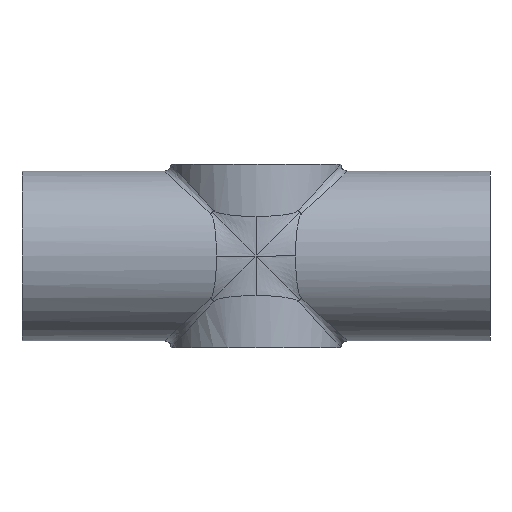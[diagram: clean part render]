
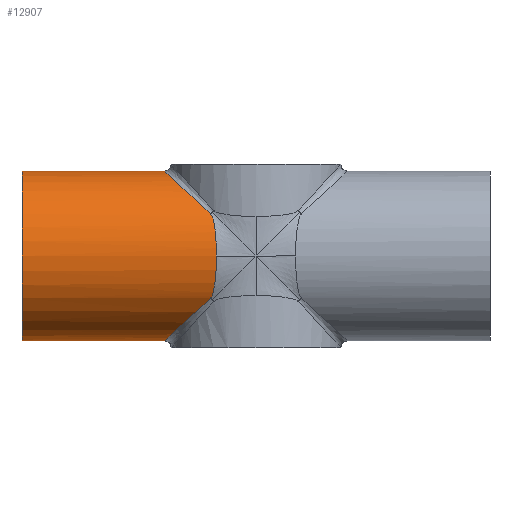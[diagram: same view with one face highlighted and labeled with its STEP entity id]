
A CAD part, front view. The second image highlights one B-rep face of the part: STEP entity #12907.
In plain terms, the highlighted cylindrical face has radius 25.4 mm (diameter 50.8 mm), a full revolution.
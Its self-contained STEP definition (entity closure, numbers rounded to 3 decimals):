
#2384=CARTESIAN_POINT('',(-11.855,-25.4,0.));
#2385=VERTEX_POINT('',#2384);
#2404=CARTESIAN_POINT('',(-13.634,-22.032,-12.639));
#2405=VERTEX_POINT('',#2404);
#2406=CARTESIAN_POINT('',(-11.855,-25.4,0.));
#2407=CARTESIAN_POINT('',(-11.855,-25.4,-1.495));
#2408=CARTESIAN_POINT('',(-11.892,-25.263,-2.99));
#2409=CARTESIAN_POINT('',(-12.04,-24.772,-5.79));
#2410=CARTESIAN_POINT('',(-12.151,-24.419,-7.095));
#2411=CARTESIAN_POINT('',(-12.448,-23.641,-9.366));
#2412=CARTESIAN_POINT('',(-12.633,-23.218,-10.333));
#2413=CARTESIAN_POINT('',(-13.078,-22.492,-11.831));
#2414=CARTESIAN_POINT('',(-13.337,-22.19,-12.364));
#2415=CARTESIAN_POINT('',(-13.634,-22.032,-12.639));
#2416=B_SPLINE_CURVE_WITH_KNOTS('',3,(#2406,#2407,#2408,#2409,#2410,#2411,#2412,#2413,#2414,#2415),.UNSPECIFIED.,.F.,.U.,(4,2,2,2,4),(0.5,0.625,0.75,0.875,1.0),.UNSPECIFIED.);
#2417=EDGE_CURVE('',#2385,#2405,#2416,.T.);
#2741=CARTESIAN_POINT('',(-11.855,25.4,0.));
#2742=VERTEX_POINT('',#2741);
#2761=CARTESIAN_POINT('',(-13.634,22.032,12.639));
#2762=VERTEX_POINT('',#2761);
#2763=CARTESIAN_POINT('',(-11.855,25.4,0.));
#2764=CARTESIAN_POINT('',(-11.855,25.4,1.495));
#2765=CARTESIAN_POINT('',(-11.892,25.263,2.99));
#2766=CARTESIAN_POINT('',(-12.04,24.772,5.79));
#2767=CARTESIAN_POINT('',(-12.151,24.419,7.095));
#2768=CARTESIAN_POINT('',(-12.448,23.641,9.366));
#2769=CARTESIAN_POINT('',(-12.633,23.218,10.333));
#2770=CARTESIAN_POINT('',(-13.078,22.492,11.831));
#2771=CARTESIAN_POINT('',(-13.337,22.19,12.364));
#2772=CARTESIAN_POINT('',(-13.634,22.032,12.639));
#2773=B_SPLINE_CURVE_WITH_KNOTS('',3,(#2763,#2764,#2765,#2766,#2767,#2768,#2769,#2770,#2771,#2772),.UNSPECIFIED.,.F.,.U.,(4,2,2,2,4),(0.5,0.625,0.75,0.875,1.0),.UNSPECIFIED.);
#2774=EDGE_CURVE('',#2742,#2762,#2773,.T.);
#3097=CARTESIAN_POINT('',(-13.634,22.032,-12.639));
#3098=VERTEX_POINT('',#3097);
#3106=CARTESIAN_POINT('',(-13.634,22.032,-12.639));
#3107=CARTESIAN_POINT('',(-13.337,22.19,-12.364));
#3108=CARTESIAN_POINT('',(-13.078,22.492,-11.831));
#3109=CARTESIAN_POINT('',(-12.633,23.218,-10.333));
#3110=CARTESIAN_POINT('',(-12.448,23.641,-9.366));
#3111=CARTESIAN_POINT('',(-12.151,24.419,-7.095));
#3112=CARTESIAN_POINT('',(-12.04,24.772,-5.79));
#3113=CARTESIAN_POINT('',(-11.892,25.263,-2.99));
#3114=CARTESIAN_POINT('',(-11.855,25.4,-1.495));
#3115=CARTESIAN_POINT('',(-11.855,25.4,0.));
#3116=B_SPLINE_CURVE_WITH_KNOTS('',3,(#3106,#3107,#3108,#3109,#3110,#3111,#3112,#3113,#3114,#3115),.UNSPECIFIED.,.F.,.U.,(4,2,2,2,4),(0.0,0.125,0.25,0.375,0.5),.UNSPECIFIED.);
#3117=EDGE_CURVE('',#3098,#2742,#3116,.T.);
#12283=CARTESIAN_POINT('',(-13.634,-22.032,12.639));
#12284=VERTEX_POINT('',#12283);
#12292=CARTESIAN_POINT('',(-13.634,-22.032,12.639));
#12293=CARTESIAN_POINT('',(-13.337,-22.19,12.364));
#12294=CARTESIAN_POINT('',(-13.078,-22.492,11.831));
#12295=CARTESIAN_POINT('',(-12.633,-23.218,10.333));
#12296=CARTESIAN_POINT('',(-12.448,-23.641,9.366));
#12297=CARTESIAN_POINT('',(-12.151,-24.419,7.095));
#12298=CARTESIAN_POINT('',(-12.04,-24.772,5.79));
#12299=CARTESIAN_POINT('',(-11.892,-25.263,2.99));
#12300=CARTESIAN_POINT('',(-11.855,-25.4,1.495));
#12301=CARTESIAN_POINT('',(-11.855,-25.4,0.));
#12302=B_SPLINE_CURVE_WITH_KNOTS('',3,(#12292,#12293,#12294,#12295,#12296,#12297,#12298,#12299,#12300,#12301),.UNSPECIFIED.,.F.,.U.,(4,2,2,2,4),(0.0,0.125,0.25,0.375,0.5),.UNSPECIFIED.);
#12303=EDGE_CURVE('',#12284,#2385,#12302,.T.);
#12422=CARTESIAN_POINT('',(0.0,0.0,0.0));
#12423=DIRECTION('',(0.68,0.0,0.733));
#12424=DIRECTION('',(-0.733,0.0,0.68));
#12425=AXIS2_PLACEMENT_3D('',#12422,#12423,#12424);
#12426=ELLIPSE('',#12425,37.362,25.4);
#12427=EDGE_CURVE('',#2762,#12284,#12426,.T.);
#12554=CARTESIAN_POINT('',(0.0,0.0,0.0));
#12555=DIRECTION('',(0.68,0.0,-0.733));
#12556=DIRECTION('',(-0.733,0.0,-0.68));
#12557=AXIS2_PLACEMENT_3D('',#12554,#12555,#12556);
#12558=ELLIPSE('',#12557,37.362,25.4);
#12559=EDGE_CURVE('',#2405,#3098,#12558,.T.);
#12883=CARTESIAN_POINT('',(0.0,0.0,0.0));
#12884=DIRECTION('',(-1.0,0.0,0.0));
#12885=DIRECTION('',(0.0,-1.0,0.0));
#12886=AXIS2_PLACEMENT_3D('',#12883,#12884,#12885);
#12887=CYLINDRICAL_SURFACE('',#12886,25.4);
#12888=CARTESIAN_POINT('',(-70.0,-25.4,0.0));
#12889=VERTEX_POINT('',#12888);
#12890=CARTESIAN_POINT('',(-70.0,0.0,0.0));
#12891=DIRECTION('',(-1.0,0.0,0.0));
#12892=DIRECTION('',(0.0,-1.0,0.0));
#12893=AXIS2_PLACEMENT_3D('',#12890,#12891,#12892);
#12894=CIRCLE('',#12893,25.4);
#12895=EDGE_CURVE('',#12889,#12889,#12894,.T.);
#12896=ORIENTED_EDGE('',*,*,#12895,.F.);
#12897=EDGE_LOOP('',(#12896));
#12898=FACE_OUTER_BOUND('',#12897,.T.);
#12899=ORIENTED_EDGE('',*,*,#12303,.F.);
#12900=ORIENTED_EDGE('',*,*,#12427,.F.);
#12901=ORIENTED_EDGE('',*,*,#2774,.F.);
#12902=ORIENTED_EDGE('',*,*,#3117,.F.);
#12903=ORIENTED_EDGE('',*,*,#12559,.F.);
#12904=ORIENTED_EDGE('',*,*,#2417,.F.);
#12905=EDGE_LOOP('',(#12899,#12900,#12901,#12902,#12903,#12904));
#12906=FACE_BOUND('',#12905,.T.);
#12907=ADVANCED_FACE('',(#12898,#12906),#12887,.T.);
